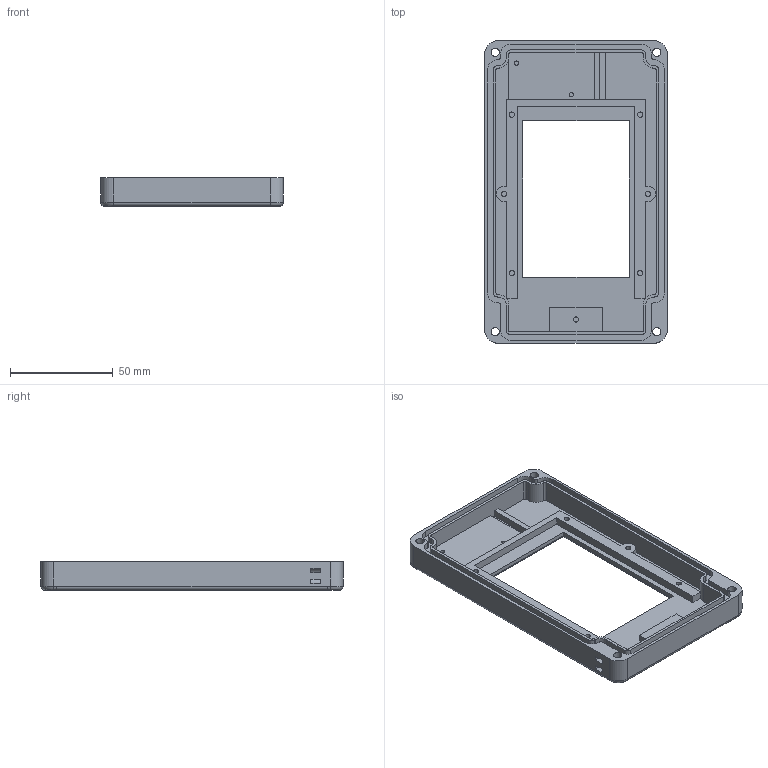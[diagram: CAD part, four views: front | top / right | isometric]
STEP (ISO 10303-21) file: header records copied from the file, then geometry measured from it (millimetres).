
FILE_DESCRIPTION(/* description */ (''),/* implementation_level */ '2;1');
FILE_NAME(/* name */ 'Caveatron SV Enclosure Lid v9.step',/* time_stamp */ '2021-04-24T14:00:46-05:00',/* author */ (''),/* organization */ (''),/* preprocessor_version */ 'ST-DEVELOPER v18.1',/* originating_system */ 'Autodesk Translation Framework v9.10.0.1330',/* authorisation */ '');
FILE_SCHEMA (('AUTOMOTIVE_DESIGN { 1 0 10303 214 3 1 1 }'));
Length unit declared in the file: inch
Products named in the file (1): Caveatron SV Enclosure Lid
Bounding box: 88.9 x 147.32 x 13.97 mm (x, y, z)
Volume: 60851.4 mm3; surface area: 35992.1 mm2
Topology: 1 solids, 1 shells, 370 faces, 989 edges, 651 vertices
Faces by surface type: plane 245, cylinder 79, bspline 38, torus 4, cone 4
Full cylindrical faces by diameter (mm): 2.032 x2, 2.54 x7, 4.064 x4, 7.62 x4
Entity records: 11964 total; most frequent: CARTESIAN_POINT 2755, ORIENTED_EDGE 1978, DIRECTION 1757, EDGE_CURVE 989, LINE 747, VECTOR 747, VERTEX_POINT 651, AXIS2_PLACEMENT_3D 505
